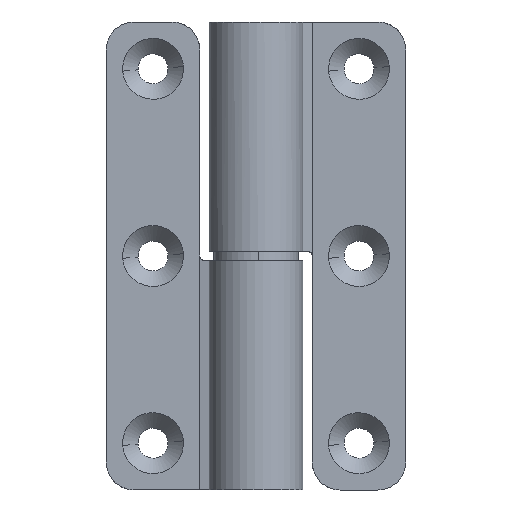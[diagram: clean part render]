
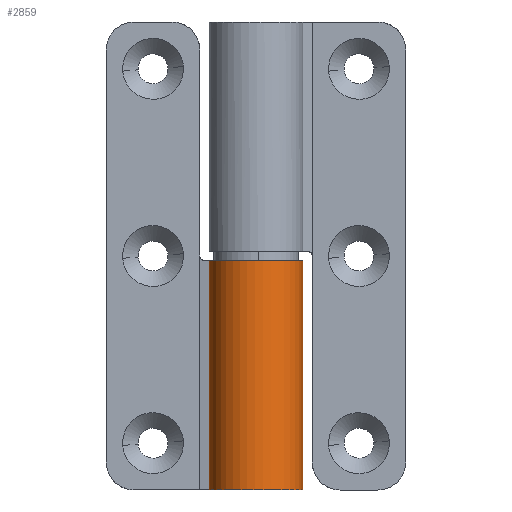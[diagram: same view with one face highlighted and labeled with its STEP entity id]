
A CAD part, front view. The second image highlights one B-rep face of the part: STEP entity #2859.
In plain terms, the highlighted free-form (B-spline) face has degree [1, 2] with [2, 7] control points.
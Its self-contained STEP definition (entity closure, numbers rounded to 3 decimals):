
#2627=CARTESIAN_POINT('',(0.791,4.937,24.5));
#2628=VERTEX_POINT('',#2627);
#2637=CARTESIAN_POINT('',(-3.484,3.587,24.5));
#2638=VERTEX_POINT('',#2637);
#2644=CARTESIAN_POINT('',(0.791,4.937,24.5));
#2645=CARTESIAN_POINT('',(1.118,4.885,24.5));
#2646=CARTESIAN_POINT('',(1.677,4.737,24.5));
#2647=CARTESIAN_POINT('',(2.503,4.358,24.5));
#2648=CARTESIAN_POINT('',(3.267,3.831,24.5));
#2649=CARTESIAN_POINT('',(3.921,3.147,24.5));
#2650=CARTESIAN_POINT('',(4.333,2.519,24.5));
#2651=CARTESIAN_POINT('',(4.667,1.847,24.5));
#2652=CARTESIAN_POINT('',(4.894,1.147,24.5));
#2653=CARTESIAN_POINT('',(5.022,0.212,24.5));
#2654=CARTESIAN_POINT('',(4.985,-0.68,24.5));
#2655=CARTESIAN_POINT('',(4.79,-1.497,24.5));
#2656=CARTESIAN_POINT('',(4.471,-2.291,24.5));
#2657=CARTESIAN_POINT('',(4.014,-3.039,24.5));
#2658=CARTESIAN_POINT('',(3.344,-3.755,24.5));
#2659=CARTESIAN_POINT('',(2.682,-4.243,24.5));
#2660=CARTESIAN_POINT('',(1.956,-4.624,24.5));
#2661=CARTESIAN_POINT('',(1.293,-4.849,24.5));
#2662=CARTESIAN_POINT('',(0.555,-4.984,24.5));
#2663=CARTESIAN_POINT('',(-0.214,-5.022,24.5));
#2664=CARTESIAN_POINT('',(-0.96,-4.926,24.5));
#2665=CARTESIAN_POINT('',(-1.75,-4.704,24.5));
#2666=CARTESIAN_POINT('',(-2.437,-4.396,24.5));
#2667=CARTESIAN_POINT('',(-3.101,-3.943,24.5));
#2668=CARTESIAN_POINT('',(-3.63,-3.461,24.5));
#2669=CARTESIAN_POINT('',(-4.156,-2.83,24.5));
#2670=CARTESIAN_POINT('',(-4.569,-2.097,24.5));
#2671=CARTESIAN_POINT('',(-4.878,-1.206,24.5));
#2672=CARTESIAN_POINT('',(-5.031,-0.272,24.5));
#2673=CARTESIAN_POINT('',(-4.983,0.639,24.5));
#2674=CARTESIAN_POINT('',(-4.801,1.456,24.5));
#2675=CARTESIAN_POINT('',(-4.554,2.111,24.5));
#2676=CARTESIAN_POINT('',(-4.126,2.872,24.5));
#2677=CARTESIAN_POINT('',(-3.746,3.332,24.5));
#2678=CARTESIAN_POINT('',(-3.484,3.587,24.5));
#2679=B_SPLINE_CURVE_WITH_KNOTS('',3,(#2644,#2645,#2646,#2647,#2648,#2649,#2650,#2651,#2652,#2653,#2654,#2655,#2656,#2657,#2658,#2659,#2660,#2661,#2662,#2663,#2664,#2665,#2666,#2667,#2668,#2669,#2670,#2671,#2672,#2673,#2674,#2675,#2676,#2677,#2678),.UNSPECIFIED.,.F.,.U.,(4,1,1,1,1,1,1,1,1,1,1,1,1,1,1,1,1,1,1,1,1,1,1,1,1,1,1,1,1,1,1,1,4),(0.,0.993,1.725,2.719,3.764,4.548,4.967,6.012,6.744,7.79,8.678,9.253,10.351,11.292,12.181,12.808,13.749,14.272,15.056,16.05,16.52,17.514,18.298,18.925,19.657,20.755,21.435,22.48,23.578,24.153,24.99,25.669,26.767),.UNSPECIFIED.);
#2680=EDGE_CURVE('',#2628,#2638,#2679,.T.);
#2768=CARTESIAN_POINT('',(0.791,4.937,0.0));
#2769=VERTEX_POINT('',#2768);
#2770=CARTESIAN_POINT('',(0.791,4.937,24.5));
#2771=CARTESIAN_POINT('',(0.791,4.937,0.0));
#2772=QUASI_UNIFORM_CURVE('',1,(#2770,#2771),.UNSPECIFIED.,.F.,.U.);
#2773=EDGE_CURVE('',#2628,#2769,#2772,.T.);
#2785=CARTESIAN_POINT('',(-3.371,3.693,25.113));
#2786=CARTESIAN_POINT('',(-3.371,3.693,-0.628));
#2787=CARTESIAN_POINT('',(-8.126,-0.648,25.113));
#2788=CARTESIAN_POINT('',(-8.126,-0.648,-0.628));
#2789=CARTESIAN_POINT('',(-2.743,-4.18,25.113));
#2790=CARTESIAN_POINT('',(-2.743,-4.18,-0.628));
#2791=CARTESIAN_POINT('',(2.64,-7.713,25.113));
#2792=CARTESIAN_POINT('',(2.64,-7.713,-0.628));
#2793=CARTESIAN_POINT('',(4.729,-1.623,25.113));
#2794=CARTESIAN_POINT('',(4.729,-1.623,-0.628));
#2795=CARTESIAN_POINT('',(6.819,4.467,25.113));
#2796=CARTESIAN_POINT('',(6.819,4.467,-0.628));
#2797=CARTESIAN_POINT('',(0.402,4.984,25.113));
#2798=CARTESIAN_POINT('',(0.402,4.984,-0.628));
#2806=(BOUNDED_SURFACE()B_SPLINE_SURFACE(1,2,((#2785,#2787,#2789,#2791,#2793,#2795,#2797),(#2786,#2788,#2790,#2792,#2794,#2796,#2798)),.UNSPECIFIED.,.F.,.F.,.U.)B_SPLINE_SURFACE_WITH_KNOTS((2,2),(3,2,2,3),(0.0,25.74),(0.0,9.791,19.581,29.372),.UNSPECIFIED.)GEOMETRIC_REPRESENTATION_ITEM()RATIONAL_B_SPLINE_SURFACE(((1.0,0.613,1.0,0.613,1.0,0.613,1.0),(1.0,0.613,1.0,0.613,1.0,0.613,1.0)))REPRESENTATION_ITEM('')SURFACE());
#2807=ORIENTED_EDGE('',*,*,#2773,.F.);
#2808=ORIENTED_EDGE('',*,*,#2680,.T.);
#2809=CARTESIAN_POINT('',(-3.484,3.587,0.0));
#2810=VERTEX_POINT('',#2809);
#2811=CARTESIAN_POINT('',(-3.484,3.587,24.5));
#2812=CARTESIAN_POINT('',(-3.484,3.587,0.0));
#2813=QUASI_UNIFORM_CURVE('',1,(#2811,#2812),.UNSPECIFIED.,.F.,.U.);
#2814=EDGE_CURVE('',#2638,#2810,#2813,.T.);
#2815=ORIENTED_EDGE('',*,*,#2814,.T.);
#2816=CARTESIAN_POINT('',(0.791,4.937,0.0));
#2817=CARTESIAN_POINT('',(1.118,4.885,0.0));
#2818=CARTESIAN_POINT('',(1.779,4.71,0.0));
#2819=CARTESIAN_POINT('',(2.641,4.28,0.0));
#2820=CARTESIAN_POINT('',(3.323,3.762,0.0));
#2821=CARTESIAN_POINT('',(3.882,3.184,0.0));
#2822=CARTESIAN_POINT('',(4.284,2.611,0.0));
#2823=CARTESIAN_POINT('',(4.624,1.943,0.0));
#2824=CARTESIAN_POINT('',(4.831,1.348,0.0));
#2825=CARTESIAN_POINT('',(4.979,0.612,0.0));
#2826=CARTESIAN_POINT('',(5.019,-0.069,0.0));
#2827=CARTESIAN_POINT('',(4.945,-0.851,0.0));
#2828=CARTESIAN_POINT('',(4.742,-1.683,0.0));
#2829=CARTESIAN_POINT('',(4.359,-2.511,0.0));
#2830=CARTESIAN_POINT('',(3.88,-3.178,0.0));
#2831=CARTESIAN_POINT('',(3.4,-3.686,0.0));
#2832=CARTESIAN_POINT('',(2.925,-4.071,0.0));
#2833=CARTESIAN_POINT('',(2.333,-4.44,0.0));
#2834=CARTESIAN_POINT('',(1.695,-4.726,0.0));
#2835=CARTESIAN_POINT('',(0.919,-4.936,0.0));
#2836=CARTESIAN_POINT('',(0.223,-5.011,0.0));
#2837=CARTESIAN_POINT('',(-0.509,-4.99,0.0));
#2838=CARTESIAN_POINT('',(-1.2,-4.875,0.0));
#2839=CARTESIAN_POINT('',(-1.896,-4.643,0.0));
#2840=CARTESIAN_POINT('',(-2.585,-4.304,0.0));
#2841=CARTESIAN_POINT('',(-3.172,-3.891,0.0));
#2842=CARTESIAN_POINT('',(-3.75,-3.334,0.0));
#2843=CARTESIAN_POINT('',(-4.157,-2.808,0.0));
#2844=CARTESIAN_POINT('',(-4.511,-2.187,0.0));
#2845=CARTESIAN_POINT('',(-4.758,-1.589,0.0));
#2846=CARTESIAN_POINT('',(-4.927,-0.929,0.0));
#2847=CARTESIAN_POINT('',(-5.017,-0.184,0.0));
#2848=CARTESIAN_POINT('',(-4.989,0.586,0.0));
#2849=CARTESIAN_POINT('',(-4.844,1.287,0.0));
#2850=CARTESIAN_POINT('',(-4.633,1.916,0.0));
#2851=CARTESIAN_POINT('',(-4.253,2.703,0.0));
#2852=CARTESIAN_POINT('',(-3.809,3.271,0.0));
#2853=CARTESIAN_POINT('',(-3.484,3.587,0.0));
#2854=B_SPLINE_CURVE_WITH_KNOTS('',3,(#2816,#2817,#2818,#2819,#2820,#2821,#2822,#2823,#2824,#2825,#2826,#2827,#2828,#2829,#2830,#2831,#2832,#2833,#2834,#2835,#2836,#2837,#2838,#2839,#2840,#2841,#2842,#2843,#2844,#2845,#2846,#2847,#2848,#2849,#2850,#2851,#2852,#2853),.UNSPECIFIED.,.F.,.U.,(4,1,1,1,1,1,1,1,1,1,1,1,1,1,1,1,1,1,1,1,1,1,1,1,1,1,1,1,1,1,1,1,1,1,1,4),(0.,0.993,2.039,2.875,3.555,4.444,4.967,5.803,6.326,7.215,7.842,8.678,9.776,10.56,11.136,11.867,12.39,13.227,13.959,14.795,15.318,16.154,16.886,17.514,18.455,19.03,19.919,20.441,21.173,21.853,22.48,23.421,24.153,24.624,25.408,26.767),.UNSPECIFIED.);
#2855=EDGE_CURVE('',#2769,#2810,#2854,.T.);
#2856=ORIENTED_EDGE('',*,*,#2855,.F.);
#2857=EDGE_LOOP('',(#2807,#2808,#2815,#2856));
#2858=FACE_OUTER_BOUND('',#2857,.T.);
#2859=ADVANCED_FACE('',(#2858),#2806,.T.);
